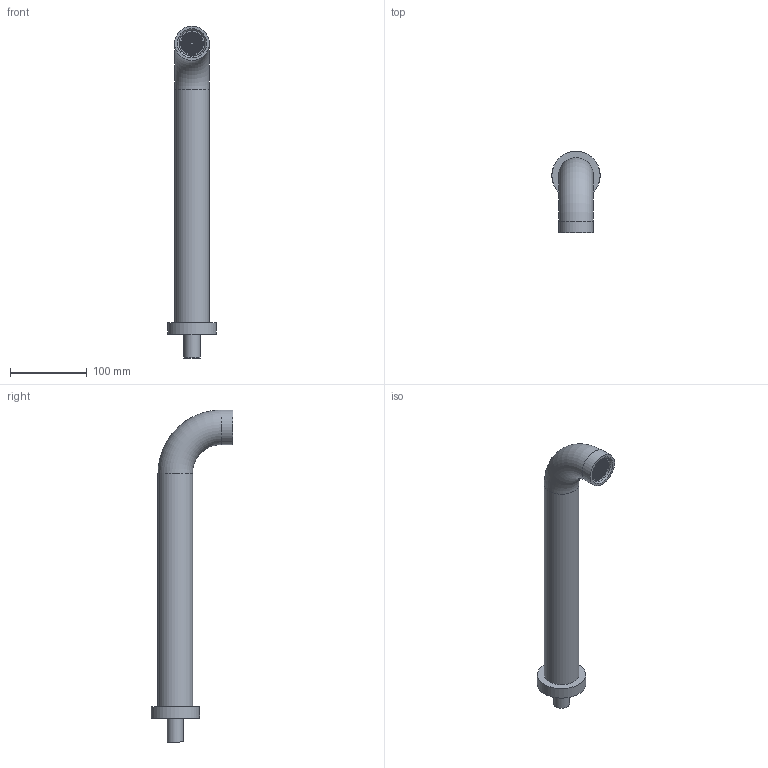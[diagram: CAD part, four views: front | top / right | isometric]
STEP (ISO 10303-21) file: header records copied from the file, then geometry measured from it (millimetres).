
FILE_DESCRIPTION (( 'STEP AP203' ), '1' );
FILE_NAME ('99ZP12648.STEP', '2025-11-11T07:28:52', ( '' ), ( '' ), 'SwSTEP 2.0', 'SolidWorks 2021', '' );
FILE_SCHEMA (( 'CONFIG_CONTROL_DESIGN' ));
Length unit declared in the file: millimetre
Products named in the file (1): 99ZP12648
Bounding box: 63 x 106.5 x 431.56 mm (x, y, z)
Volume: 319983.6 mm3; surface area: 121777.3 mm2
Topology: 2 solids, 2 shells, 974 faces, 2399 edges, 1597 vertices
Faces by surface type: cylinder 763, plane 204, torus 4, cone 3
Full cylindrical faces by diameter (mm): 1 x150, 14 x1, 20.8 x1, 28 x1, 30 x1, 32.5 x1, 33 x2, 34 x2, 45 x2, 60 x1, 63 x1
Entity records: 28877 total; most frequent: DIRECTION 5736, CARTESIAN_POINT 4793, ORIENTED_EDGE 4450, AXIS2_PLACEMENT_3D 2536, EDGE_CURVE 2225, VERTEX_POINT 1593, CIRCLE 1561, EDGE_LOOP 1312
